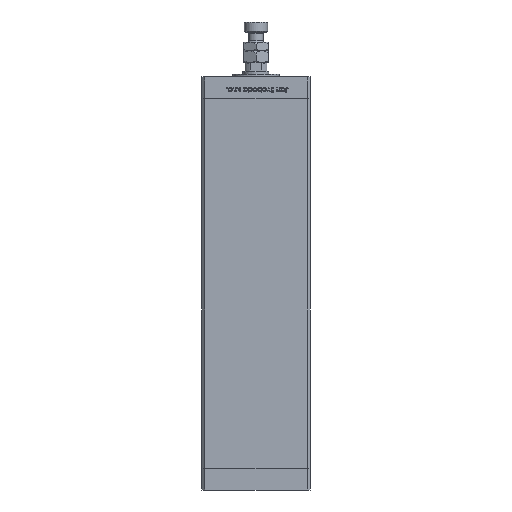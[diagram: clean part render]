
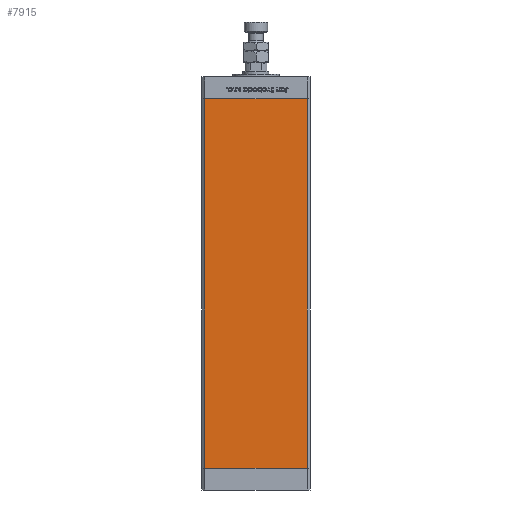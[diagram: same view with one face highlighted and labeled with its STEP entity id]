
A CAD part, front view. The second image highlights one B-rep face of the part: STEP entity #7915.
In plain terms, the highlighted planar face has unit normal (0, -1, 0).
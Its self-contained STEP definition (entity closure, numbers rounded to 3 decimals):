
#1588 = VERTEX_POINT ( 'NONE', #50829 ) ;
#4064 = AXIS2_PLACEMENT_3D ( 'NONE', #7395, #23742, #15830 ) ;
#6748 = LINE ( 'NONE', #48939, #21234 ) ;
#7395 = CARTESIAN_POINT ( 'NONE',  ( -35.5, -32.5, 256. ) ) ;
#7915 = ADVANCED_FACE ( 'NONE', ( #11481 ), #53118, .F. ) ;
#9262 = CARTESIAN_POINT ( 'NONE',  ( -35.5, -32.5, 256. ) ) ;
#10846 = DIRECTION ( 'NONE',  ( 1., 0., 0. ) ) ;
#11481 = FACE_OUTER_BOUND ( 'NONE', #38342, .T. ) ;
#13173 = ORIENTED_EDGE ( 'NONE', *, *, #34126, .T. ) ;
#13967 = EDGE_CURVE ( 'NONE', #38167, #1588, #19250, .T. ) ;
#14901 = DIRECTION ( 'NONE',  ( 1., 0., 0. ) ) ;
#15830 = DIRECTION ( 'NONE',  ( 0., 0., 1. ) ) ;
#16359 = LINE ( 'NONE', #44971, #18514 ) ;
#17316 = VECTOR ( 'NONE', #14901, 1000. ) ;
#18514 = VECTOR ( 'NONE', #20986, 1000. ) ;
#18758 = LINE ( 'NONE', #43546, #34881 ) ;
#19250 = LINE ( 'NONE', #48387, #17316 ) ;
#20986 = DIRECTION ( 'NONE',  ( 0., 0., -1. ) ) ;
#21234 = VECTOR ( 'NONE', #10846, 1000. ) ;
#23177 = ORIENTED_EDGE ( 'NONE', *, *, #49630, .F. ) ;
#23742 = DIRECTION ( 'NONE',  ( 0., 1., 0. ) ) ;
#28696 = ORIENTED_EDGE ( 'NONE', *, *, #13967, .T. ) ;
#34126 = EDGE_CURVE ( 'NONE', #41404, #38167, #16359, .T. ) ;
#34881 = VECTOR ( 'NONE', #35384, 1000. ) ;
#35384 = DIRECTION ( 'NONE',  ( 0., 0., -1. ) ) ;
#38167 = VERTEX_POINT ( 'NONE', #45355 ) ;
#38342 = EDGE_LOOP ( 'NONE', ( #28696, #46625, #23177, #13173 ) ) ;
#40317 = EDGE_CURVE ( 'NONE', #52236, #1588, #18758, .T. ) ;
#41404 = VERTEX_POINT ( 'NONE', #9262 ) ;
#41473 = CARTESIAN_POINT ( 'NONE',  ( 35.5, -32.5, 256. ) ) ;
#43546 = CARTESIAN_POINT ( 'NONE',  ( 35.5, -32.5, 256. ) ) ;
#44971 = CARTESIAN_POINT ( 'NONE',  ( -35.5, -32.5, 256. ) ) ;
#45355 = CARTESIAN_POINT ( 'NONE',  ( -35.5, -32.5, 0. ) ) ;
#46625 = ORIENTED_EDGE ( 'NONE', *, *, #40317, .F. ) ;
#48387 = CARTESIAN_POINT ( 'NONE',  ( -35.5, -32.5, 0. ) ) ;
#48939 = CARTESIAN_POINT ( 'NONE',  ( -35.5, -32.5, 256. ) ) ;
#49630 = EDGE_CURVE ( 'NONE', #41404, #52236, #6748, .T. ) ;
#50829 = CARTESIAN_POINT ( 'NONE',  ( 35.5, -32.5, 0. ) ) ;
#52236 = VERTEX_POINT ( 'NONE', #41473 ) ;
#53118 = PLANE ( 'NONE',  #4064 ) ;
